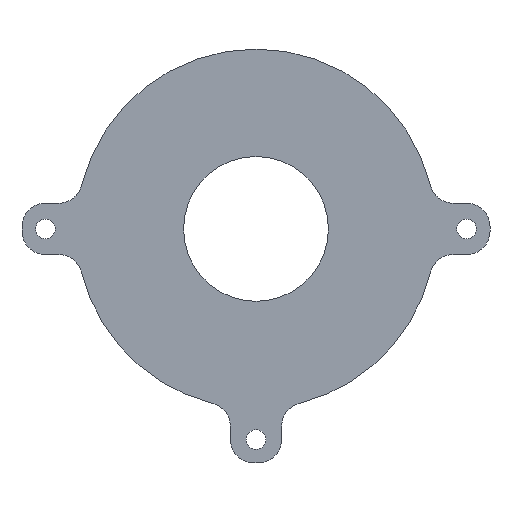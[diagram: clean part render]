
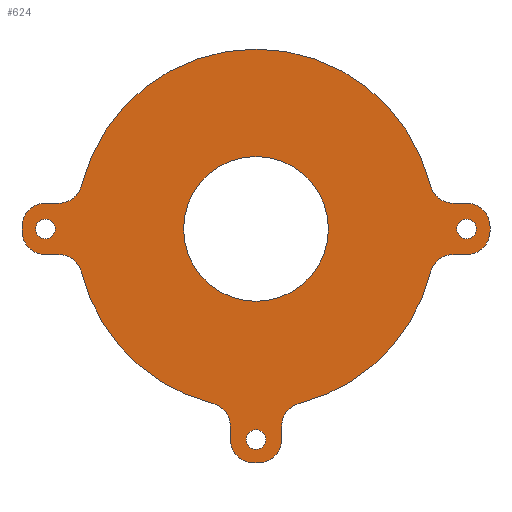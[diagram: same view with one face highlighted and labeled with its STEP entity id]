
A CAD part, front view. The second image highlights one B-rep face of the part: STEP entity #624.
In plain terms, the highlighted planar face has unit normal (0, -1, 0).
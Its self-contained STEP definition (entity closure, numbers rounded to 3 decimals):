
#23=FACE_BOUND('',#95,.T.);
#24=FACE_BOUND('',#96,.T.);
#25=FACE_BOUND('',#97,.T.);
#26=FACE_BOUND('',#98,.T.);
#33=PLANE('',#706);
#57=FACE_OUTER_BOUND('',#94,.T.);
#94=EDGE_LOOP('',(#498,#499,#500,#501,#502,#503,#504,#505,#506,#507,#508,
#509,#510,#511,#512,#513,#514,#515,#516,#517,#518,#519,#520,#521));
#95=EDGE_LOOP('',(#522));
#96=EDGE_LOOP('',(#523));
#97=EDGE_LOOP('',(#524));
#98=EDGE_LOOP('',(#525));
#121=LINE('',#969,#168);
#128=LINE('',#996,#175);
#132=LINE('',#1008,#179);
#146=LINE('',#1074,#193);
#147=LINE('',#1077,#194);
#148=LINE('',#1081,#195);
#149=LINE('',#1084,#196);
#150=LINE('',#1088,#197);
#151=LINE('',#1090,#198);
#168=VECTOR('',#763,10.);
#175=VECTOR('',#790,10.);
#179=VECTOR('',#802,10.);
#193=VECTOR('',#870,10.);
#194=VECTOR('',#873,10.);
#195=VECTOR('',#876,10.);
#196=VECTOR('',#879,10.);
#197=VECTOR('',#882,10.);
#198=VECTOR('',#885,10.);
#210=CIRCLE('',#657,5.);
#212=CIRCLE('',#660,38.5);
#214=CIRCLE('',#663,5.);
#216=CIRCLE('',#667,5.);
#219=CIRCLE('',#671,38.5);
#220=CIRCLE('',#673,5.);
#222=CIRCLE('',#677,5.);
#224=CIRCLE('',#681,5.);
#227=CIRCLE('',#685,38.5);
#243=CIRCLE('',#705,5.);
#244=CIRCLE('',#707,5.);
#245=CIRCLE('',#708,5.);
#246=CIRCLE('',#709,5.);
#247=CIRCLE('',#710,5.);
#248=CIRCLE('',#711,5.);
#249=CIRCLE('',#712,2.1);
#250=CIRCLE('',#713,2.1);
#251=CIRCLE('',#714,2.1);
#252=CIRCLE('',#715,15.5);
#254=VERTEX_POINT('',#944);
#255=VERTEX_POINT('',#945);
#258=VERTEX_POINT('',#953);
#260=VERTEX_POINT('',#959);
#261=VERTEX_POINT('',#960);
#264=VERTEX_POINT('',#968);
#266=VERTEX_POINT('',#974);
#267=VERTEX_POINT('',#975);
#270=VERTEX_POINT('',#986);
#271=VERTEX_POINT('',#987);
#274=VERTEX_POINT('',#995);
#276=VERTEX_POINT('',#1001);
#278=VERTEX_POINT('',#1007);
#280=VERTEX_POINT('',#1013);
#281=VERTEX_POINT('',#1014);
#301=VERTEX_POINT('',#1067);
#302=VERTEX_POINT('',#1069);
#303=VERTEX_POINT('',#1073);
#304=VERTEX_POINT('',#1076);
#305=VERTEX_POINT('',#1078);
#306=VERTEX_POINT('',#1080);
#307=VERTEX_POINT('',#1083);
#308=VERTEX_POINT('',#1085);
#309=VERTEX_POINT('',#1087);
#310=VERTEX_POINT('',#1091);
#311=VERTEX_POINT('',#1093);
#312=VERTEX_POINT('',#1095);
#313=VERTEX_POINT('',#1097);
#315=EDGE_CURVE('',#254,#255,#210,.T.);
#319=EDGE_CURVE('',#255,#258,#212,.T.);
#322=EDGE_CURVE('',#260,#261,#214,.T.);
#326=EDGE_CURVE('',#264,#261,#121,.T.);
#329=EDGE_CURVE('',#266,#267,#216,.T.);
#334=EDGE_CURVE('',#267,#260,#219,.T.);
#335=EDGE_CURVE('',#270,#271,#220,.T.);
#339=EDGE_CURVE('',#274,#271,#128,.T.);
#342=EDGE_CURVE('',#258,#276,#222,.T.);
#345=EDGE_CURVE('',#276,#278,#132,.T.);
#348=EDGE_CURVE('',#280,#281,#224,.T.);
#353=EDGE_CURVE('',#281,#270,#227,.T.);
#377=EDGE_CURVE('',#301,#302,#243,.T.);
#379=EDGE_CURVE('',#301,#303,#146,.T.);
#380=EDGE_CURVE('',#264,#303,#244,.T.);
#381=EDGE_CURVE('',#266,#304,#147,.T.);
#382=EDGE_CURVE('',#305,#304,#245,.T.);
#383=EDGE_CURVE('',#305,#306,#148,.T.);
#384=EDGE_CURVE('',#274,#306,#246,.T.);
#385=EDGE_CURVE('',#307,#280,#149,.T.);
#386=EDGE_CURVE('',#308,#307,#247,.T.);
#387=EDGE_CURVE('',#309,#308,#150,.T.);
#388=EDGE_CURVE('',#278,#309,#248,.T.);
#389=EDGE_CURVE('',#254,#302,#151,.T.);
#390=EDGE_CURVE('',#310,#310,#249,.T.);
#391=EDGE_CURVE('',#311,#311,#250,.T.);
#392=EDGE_CURVE('',#312,#312,#251,.T.);
#393=EDGE_CURVE('',#313,#313,#252,.T.);
#498=ORIENTED_EDGE('',*,*,#377,.F.);
#499=ORIENTED_EDGE('',*,*,#379,.T.);
#500=ORIENTED_EDGE('',*,*,#380,.F.);
#501=ORIENTED_EDGE('',*,*,#326,.T.);
#502=ORIENTED_EDGE('',*,*,#322,.F.);
#503=ORIENTED_EDGE('',*,*,#334,.F.);
#504=ORIENTED_EDGE('',*,*,#329,.F.);
#505=ORIENTED_EDGE('',*,*,#381,.T.);
#506=ORIENTED_EDGE('',*,*,#382,.F.);
#507=ORIENTED_EDGE('',*,*,#383,.T.);
#508=ORIENTED_EDGE('',*,*,#384,.F.);
#509=ORIENTED_EDGE('',*,*,#339,.T.);
#510=ORIENTED_EDGE('',*,*,#335,.F.);
#511=ORIENTED_EDGE('',*,*,#353,.F.);
#512=ORIENTED_EDGE('',*,*,#348,.F.);
#513=ORIENTED_EDGE('',*,*,#385,.F.);
#514=ORIENTED_EDGE('',*,*,#386,.F.);
#515=ORIENTED_EDGE('',*,*,#387,.F.);
#516=ORIENTED_EDGE('',*,*,#388,.F.);
#517=ORIENTED_EDGE('',*,*,#345,.F.);
#518=ORIENTED_EDGE('',*,*,#342,.F.);
#519=ORIENTED_EDGE('',*,*,#319,.F.);
#520=ORIENTED_EDGE('',*,*,#315,.F.);
#521=ORIENTED_EDGE('',*,*,#389,.T.);
#522=ORIENTED_EDGE('',*,*,#390,.F.);
#523=ORIENTED_EDGE('',*,*,#391,.F.);
#524=ORIENTED_EDGE('',*,*,#392,.F.);
#525=ORIENTED_EDGE('',*,*,#393,.F.);
#624=ADVANCED_FACE('',(#57,#23,#24,#25,#26),#33,.F.);
#657=AXIS2_PLACEMENT_3D('',#946,#740,#741);
#660=AXIS2_PLACEMENT_3D('',#954,#748,#749);
#663=AXIS2_PLACEMENT_3D('',#961,#755,#756);
#667=AXIS2_PLACEMENT_3D('',#976,#768,#769);
#671=AXIS2_PLACEMENT_3D('',#984,#778,#779);
#673=AXIS2_PLACEMENT_3D('',#988,#782,#783);
#677=AXIS2_PLACEMENT_3D('',#1002,#795,#796);
#681=AXIS2_PLACEMENT_3D('',#1015,#807,#808);
#685=AXIS2_PLACEMENT_3D('',#1023,#817,#818);
#705=AXIS2_PLACEMENT_3D('',#1070,#865,#866);
#706=AXIS2_PLACEMENT_3D('',#1072,#868,#869);
#707=AXIS2_PLACEMENT_3D('',#1075,#871,#872);
#708=AXIS2_PLACEMENT_3D('',#1079,#874,#875);
#709=AXIS2_PLACEMENT_3D('',#1082,#877,#878);
#710=AXIS2_PLACEMENT_3D('',#1086,#880,#881);
#711=AXIS2_PLACEMENT_3D('',#1089,#883,#884);
#712=AXIS2_PLACEMENT_3D('',#1092,#886,#887);
#713=AXIS2_PLACEMENT_3D('',#1094,#888,#889);
#714=AXIS2_PLACEMENT_3D('',#1096,#890,#891);
#715=AXIS2_PLACEMENT_3D('',#1098,#892,#893);
#740=DIRECTION('center_axis',(0.,-1.,0.));
#741=DIRECTION('ref_axis',(0.616,0.,-0.788));
#748=DIRECTION('center_axis',(0.,1.,0.));
#749=DIRECTION('ref_axis',(1.,0.,0.));
#755=DIRECTION('center_axis',(0.,-1.,0.));
#756=DIRECTION('ref_axis',(0.616,0.,0.788));
#763=DIRECTION('',(1.,0.,0.));
#768=DIRECTION('center_axis',(0.,-1.,0.));
#769=DIRECTION('ref_axis',(0.788,0.,0.616));
#778=DIRECTION('center_axis',(0.,1.,0.));
#779=DIRECTION('ref_axis',(-0.143,0.,-0.99));
#782=DIRECTION('center_axis',(0.,-1.,0.));
#783=DIRECTION('ref_axis',(-0.788,0.,0.616));
#790=DIRECTION('',(0.,0.,1.));
#795=DIRECTION('center_axis',(0.,-1.,0.));
#796=DIRECTION('ref_axis',(-0.616,0.,-0.788));
#802=DIRECTION('',(1.,0.,0.));
#807=DIRECTION('center_axis',(0.,-1.,0.));
#808=DIRECTION('ref_axis',(-0.616,0.,0.788));
#817=DIRECTION('center_axis',(0.,1.,0.));
#818=DIRECTION('ref_axis',(1.,0.,0.));
#865=DIRECTION('center_axis',(0.,1.,0.));
#866=DIRECTION('ref_axis',(-0.707,0.,0.707));
#868=DIRECTION('center_axis',(0.,1.,0.));
#869=DIRECTION('ref_axis',(1.,0.,0.));
#870=DIRECTION('',(0.,0.,-1.));
#871=DIRECTION('center_axis',(0.,1.,0.));
#872=DIRECTION('ref_axis',(-0.707,0.,-0.707));
#873=DIRECTION('',(0.,0.,-1.));
#874=DIRECTION('center_axis',(0.,1.,0.));
#875=DIRECTION('ref_axis',(-0.707,0.,-0.707));
#876=DIRECTION('',(1.,0.,0.));
#877=DIRECTION('center_axis',(0.,1.,0.));
#878=DIRECTION('ref_axis',(0.707,0.,-0.707));
#879=DIRECTION('',(-1.,0.,0.));
#880=DIRECTION('center_axis',(0.,1.,0.));
#881=DIRECTION('ref_axis',(0.707,0.,-0.707));
#882=DIRECTION('',(0.,0.,-1.));
#883=DIRECTION('center_axis',(0.,1.,0.));
#884=DIRECTION('ref_axis',(0.707,0.,0.707));
#885=DIRECTION('',(-1.,0.,0.));
#886=DIRECTION('center_axis',(0.,-1.,0.));
#887=DIRECTION('ref_axis',(1.,0.,0.));
#888=DIRECTION('center_axis',(0.,-1.,0.));
#889=DIRECTION('ref_axis',(1.,0.,0.));
#890=DIRECTION('center_axis',(0.,-1.,0.));
#891=DIRECTION('ref_axis',(1.,0.,0.));
#892=DIRECTION('center_axis',(0.,-1.,0.));
#893=DIRECTION('ref_axis',(1.,0.,0.));
#944=CARTESIAN_POINT('',(-42.214,45.,5.5));
#945=CARTESIAN_POINT('',(-37.362,45.,9.293));
#946=CARTESIAN_POINT('Origin',(-42.214,45.,10.5));
#953=CARTESIAN_POINT('',(37.362,45.,9.293));
#954=CARTESIAN_POINT('Origin',(0.,45.,0.));
#959=CARTESIAN_POINT('',(-37.362,45.,-9.293));
#960=CARTESIAN_POINT('',(-42.214,45.,-5.5));
#961=CARTESIAN_POINT('Origin',(-42.214,45.,-10.5));
#968=CARTESIAN_POINT('',(-45.105,45.,-5.5));
#969=CARTESIAN_POINT('',(-50.105,45.,-5.5));
#974=CARTESIAN_POINT('',(-5.5,45.,-42.214));
#975=CARTESIAN_POINT('',(-9.293,45.,-37.362));
#976=CARTESIAN_POINT('Origin',(-10.5,45.,-42.214));
#984=CARTESIAN_POINT('Origin',(0.,45.,0.));
#986=CARTESIAN_POINT('',(9.293,45.,-37.362));
#987=CARTESIAN_POINT('',(5.5,45.,-42.214));
#988=CARTESIAN_POINT('Origin',(10.5,45.,-42.214));
#995=CARTESIAN_POINT('',(5.5,45.,-45.105));
#996=CARTESIAN_POINT('',(5.5,45.,-50.105));
#1001=CARTESIAN_POINT('',(42.214,45.,5.5));
#1002=CARTESIAN_POINT('Origin',(42.214,45.,10.5));
#1007=CARTESIAN_POINT('',(45.105,45.,5.5));
#1008=CARTESIAN_POINT('',(38.105,45.,5.5));
#1013=CARTESIAN_POINT('',(42.214,45.,-5.5));
#1014=CARTESIAN_POINT('',(37.362,45.,-9.293));
#1015=CARTESIAN_POINT('Origin',(42.214,45.,-10.5));
#1023=CARTESIAN_POINT('Origin',(0.,45.,0.));
#1067=CARTESIAN_POINT('',(-50.105,45.,0.5));
#1069=CARTESIAN_POINT('',(-45.105,45.,5.5));
#1070=CARTESIAN_POINT('Origin',(-45.105,45.,0.5));
#1072=CARTESIAN_POINT('Origin',(0.,45.,0.));
#1073=CARTESIAN_POINT('',(-50.105,45.,-0.5));
#1074=CARTESIAN_POINT('',(-50.105,45.,5.5));
#1075=CARTESIAN_POINT('Origin',(-45.105,45.,-0.5));
#1076=CARTESIAN_POINT('',(-5.5,45.,-45.105));
#1077=CARTESIAN_POINT('',(-5.5,45.,-38.105));
#1078=CARTESIAN_POINT('',(-0.5,45.,-50.105));
#1079=CARTESIAN_POINT('Origin',(-0.5,45.,-45.105));
#1080=CARTESIAN_POINT('',(0.5,45.,-50.105));
#1081=CARTESIAN_POINT('',(-5.5,45.,-50.105));
#1082=CARTESIAN_POINT('Origin',(0.5,45.,-45.105));
#1083=CARTESIAN_POINT('',(45.105,45.,-5.5));
#1084=CARTESIAN_POINT('',(50.105,45.,-5.5));
#1085=CARTESIAN_POINT('',(50.105,45.,-0.5));
#1086=CARTESIAN_POINT('Origin',(45.105,45.,-0.5));
#1087=CARTESIAN_POINT('',(50.105,45.,0.5));
#1088=CARTESIAN_POINT('',(50.105,45.,5.5));
#1089=CARTESIAN_POINT('Origin',(45.105,45.,0.5));
#1090=CARTESIAN_POINT('',(-38.105,45.,5.5));
#1091=CARTESIAN_POINT('',(43.005,45.,0.));
#1092=CARTESIAN_POINT('Origin',(45.105,45.,0.));
#1093=CARTESIAN_POINT('',(-2.1,45.,-45.105));
#1094=CARTESIAN_POINT('Origin',(0.,45.,-45.105));
#1095=CARTESIAN_POINT('',(-47.205,45.,0.));
#1096=CARTESIAN_POINT('Origin',(-45.105,45.,0.));
#1097=CARTESIAN_POINT('',(-15.5,45.,0.));
#1098=CARTESIAN_POINT('Origin',(0.,45.,0.));
